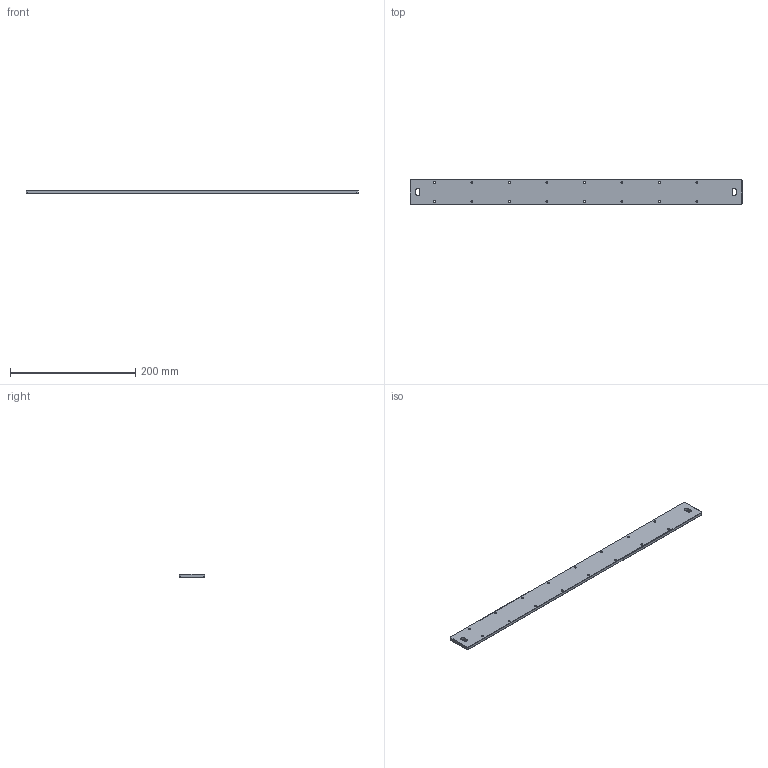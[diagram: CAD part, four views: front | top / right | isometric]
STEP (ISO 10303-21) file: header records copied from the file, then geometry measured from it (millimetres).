
FILE_DESCRIPTION (( 'STEP AP214' ), '1' );
FILE_NAME ('ST2366100-PLATE-7.STEP', '2018-05-16T16:04:04', ( '' ), ( '' ), 'SwSTEP 2.0', 'SolidWorks 2017', '' );
FILE_SCHEMA (( 'AUTOMOTIVE_DESIGN' ));
Length unit declared in the file: inch
Products named in the file (1): ST2366100-PLATE-7
Bounding box: 531 x 40 x 5 mm (x, y, z)
Volume: 104710 mm3; surface area: 48255.6 mm2
Topology: 1 solids, 1 shells, 66 faces, 160 edges, 96 vertices
Faces by surface type: cylinder 40, bspline 16, plane 10
Full cylindrical faces by diameter (mm): 3.242 x16
Entity records: 2352 total; most frequent: CARTESIAN_POINT 803, DIRECTION 310, ORIENTED_EDGE 288, EDGE_CURVE 144, AXIS2_PLACEMENT_3D 131, EDGE_LOOP 118, VERTEX_POINT 96, FACE_OUTER_BOUND 82
